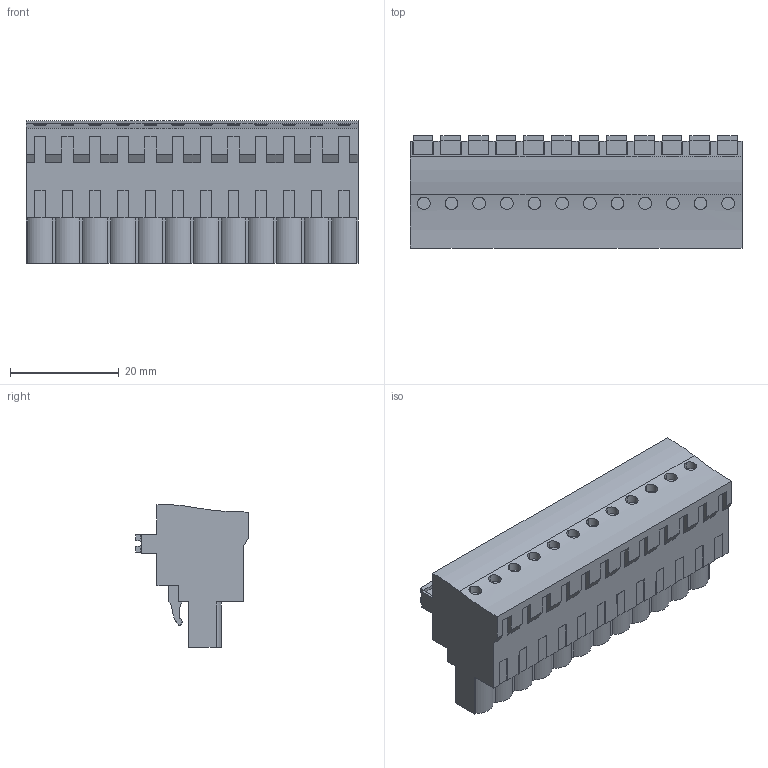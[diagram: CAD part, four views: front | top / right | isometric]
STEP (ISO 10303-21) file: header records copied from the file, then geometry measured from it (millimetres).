
FILE_DESCRIPTION(('CATIA V5 STEP Exchange','CAx-IF Rec.Pracs.--- Model Styling and Organization---1.2---2011-12-15'),'2;1');
FILE_NAME ('D1446173_0_1000130001_1000130001.stp','2017-09-08T12:16:45+00:00',('none'),('Weidmueller'),'CATIA Version 5-6 Release 2014','CATIA V5 STEP AP214','none');
FILE_SCHEMA(('AUTOMOTIVE_DESIGN { 1 0 10303 214 1 1 1 1 }'));
Length unit declared in the file: millimetre
Products named in the file (1): 1000130001
Bounding box: 60.96 x 20.64 x 26.24 mm (x, y, z)
Volume: 18594 mm3; surface area: 8046.9 mm2
Topology: 13 solids, 13 shells, 791 faces, 2280 edges, 1563 vertices
Faces by surface type: plane 639, cylinder 144, extrusion 8
Entity records: 24142 total; most frequent: CARTESIAN_POINT 4728, ORIENTED_EDGE 4560, DIRECTION 3087, EDGE_CURVE 2280, VECTOR 1933, LINE 1925, VERTEX_POINT 1563, EDGE_LOOP 839
